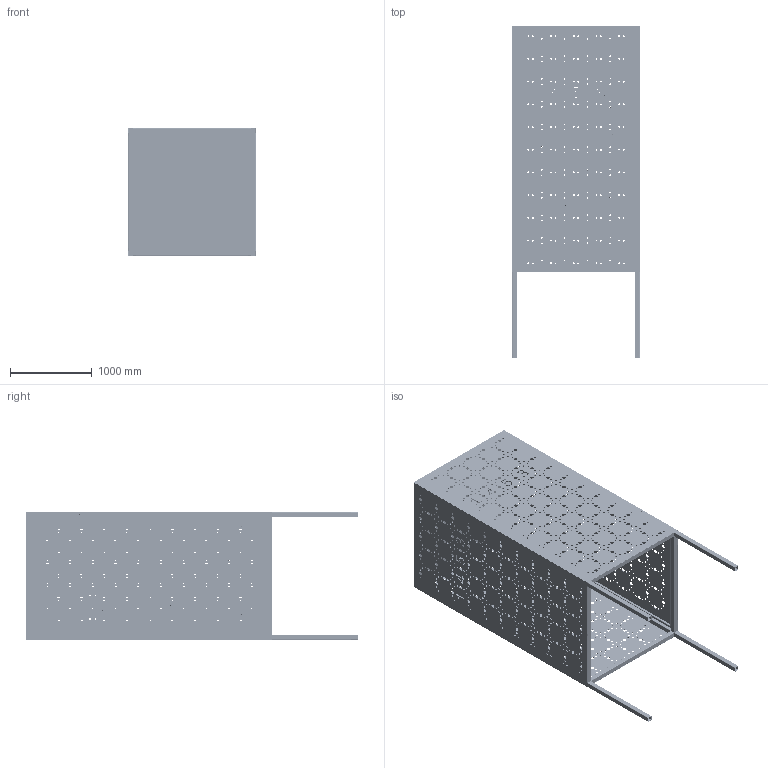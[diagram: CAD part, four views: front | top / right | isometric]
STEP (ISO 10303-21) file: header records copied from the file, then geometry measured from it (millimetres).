
FILE_DESCRIPTION(('FreeCAD Model'),'2;1');
FILE_NAME('Open CASCADE Shape Model','2025-04-26T00:43:17',('FreeCAD'),( 'FreeCAD'),'Open CASCADE STEP processor 7.6','FreeCAD','Unknown');
FILE_SCHEMA(('AUTOMOTIVE_DESIGN { 1 0 10303 214 1 1 1 1 }'));
Products named in the file (1): Open CASCADE STEP translator 7.6 1
Bounding box: 1562.66 x 4047.49 x 1562.66 mm (x, y, z)
Volume: 64843656.4 mm3; surface area: 53429616.1 mm2
Topology: 22 solids, 22 shells, 2508 faces, 7392 edges, 4928 vertices
Faces by surface type: bspline 2508
Entity records: 125179 total; most frequent: CARTESIAN_POINT 78869, ORIENTED_EDGE 14784, EDGE_CURVE 7392, FACE_BOUND 6458, EDGE_LOOP 6458, VERTEX_POINT 4928, B_SPLINE_CURVE_WITH_KNOTS 3274, ADVANCED_FACE 2508
